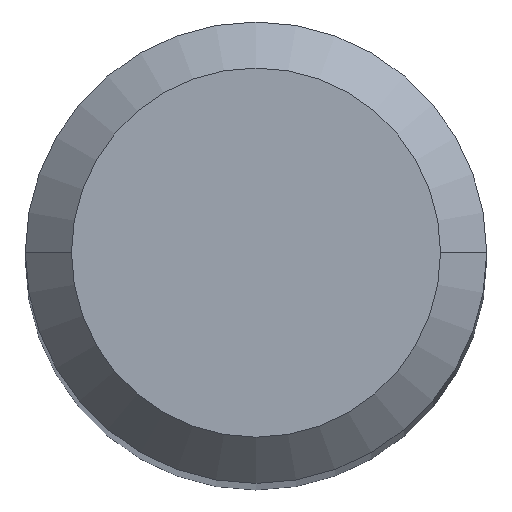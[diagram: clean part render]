
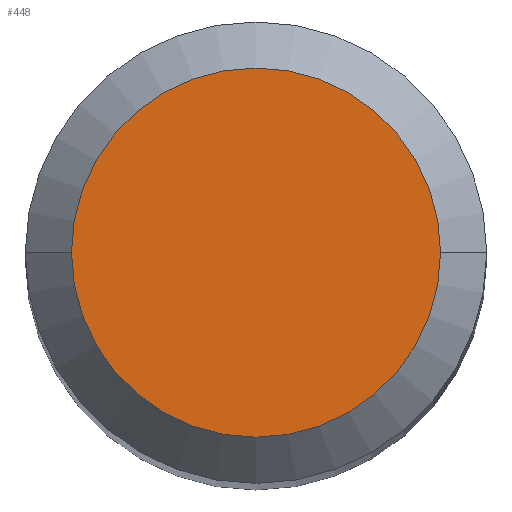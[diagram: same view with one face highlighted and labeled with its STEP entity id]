
A CAD part, top view. The second image highlights one B-rep face of the part: STEP entity #448.
In plain terms, the highlighted planar face has unit normal (0, 0, 1).
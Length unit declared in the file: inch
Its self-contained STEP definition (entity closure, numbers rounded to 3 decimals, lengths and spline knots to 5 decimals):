
#33 = DIRECTION ( 'NONE',  ( 0., 0., 1. ) ) ;
#70 = ORIENTED_EDGE ( 'NONE', *, *, #182, .T. ) ;
#138 = EDGE_LOOP ( 'NONE', ( #70, #219 ) ) ;
#147 = CARTESIAN_POINT ( 'NONE',  ( -0.04724, 0., 0. ) ) ;
#177 = CARTESIAN_POINT ( 'NONE',  ( 0., 0., 0. ) ) ;
#182 = EDGE_CURVE ( 'NONE', #295, #318, #468, .T. ) ;
#199 = CARTESIAN_POINT ( 'NONE',  ( 0., 0., 0. ) ) ;
#210 = AXIS2_PLACEMENT_3D ( 'NONE', #177, #33, #372 ) ;
#219 = ORIENTED_EDGE ( 'NONE', *, *, #394, .T. ) ;
#270 = AXIS2_PLACEMENT_3D ( 'NONE', #314, #322, #321 ) ;
#277 = DIRECTION ( 'NONE',  ( 0., 0., -1. ) ) ;
#295 = VERTEX_POINT ( 'NONE', #147 ) ;
#314 = CARTESIAN_POINT ( 'NONE',  ( 0., 0., 0. ) ) ;
#318 = VERTEX_POINT ( 'NONE', #387 ) ;
#321 = DIRECTION ( 'NONE',  ( 1., 0., 0. ) ) ;
#322 = DIRECTION ( 'NONE',  ( 0., 0., 1. ) ) ;
#334 = AXIS2_PLACEMENT_3D ( 'NONE', #199, #277, #420 ) ;
#372 = DIRECTION ( 'NONE',  ( 1., 0., 0. ) ) ;
#378 = PLANE ( 'NONE',  #334 ) ;
#387 = CARTESIAN_POINT ( 'NONE',  ( 0.04724, 0., 0. ) ) ;
#394 = EDGE_CURVE ( 'NONE', #318, #295, #475, .T. ) ;
#420 = DIRECTION ( 'NONE',  ( -1., 0., 0. ) ) ;
#448 = ADVANCED_FACE ( 'NONE', ( #457 ), #378, .F. ) ;
#457 = FACE_OUTER_BOUND ( 'NONE', #138, .T. ) ;
#468 = CIRCLE ( 'NONE', #210, 0.04724 ) ;
#475 = CIRCLE ( 'NONE', #270, 0.04724 ) ;
